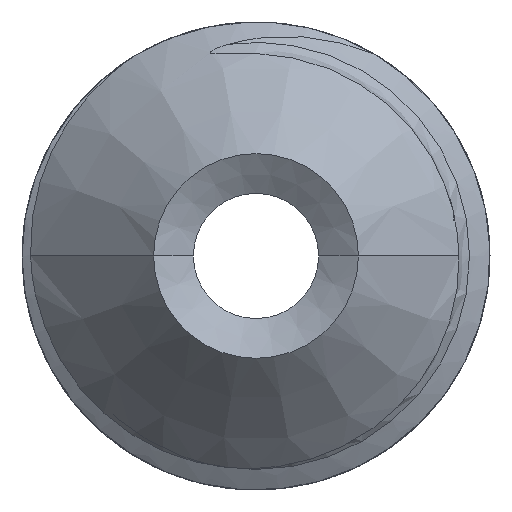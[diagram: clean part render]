
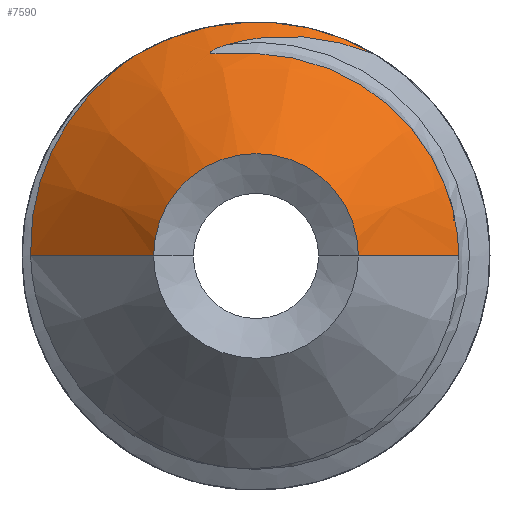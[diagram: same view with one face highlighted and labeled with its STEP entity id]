
A CAD part, left-side view. The second image highlights one B-rep face of the part: STEP entity #7590.
In plain terms, the highlighted conical face has half-angle 45 degrees and reference radius 1.438 mm.
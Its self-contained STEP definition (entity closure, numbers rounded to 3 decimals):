
#1299=CARTESIAN_POINT('',(1.125,0.,0.));
#1300=DIRECTION('',(1.,0.,0.));
#1301=DIRECTION('',(0.,0.509,0.861));
#1302=AXIS2_PLACEMENT_3D('',#1299,#1300,#1301);
#3317=CARTESIAN_POINT('',(1.052,1.927,0.));
#3318=CARTESIAN_POINT('',(1.055,1.93,0.095));
#3319=CARTESIAN_POINT('',(1.062,1.923,0.286));
#3320=CARTESIAN_POINT('',(1.073,1.869,0.574));
#3321=CARTESIAN_POINT('',(1.083,1.771,0.852));
#3322=CARTESIAN_POINT('',(1.094,1.636,1.108));
#3323=CARTESIAN_POINT('',(1.104,1.464,1.343));
#3324=CARTESIAN_POINT('',(1.115,1.257,1.552));
#3325=CARTESIAN_POINT('',(1.122,1.101,1.669));
#3326=CARTESIAN_POINT('',(1.125,1.018,1.721));
#3333=DIRECTION('',(0.707,0.707,0.));
#3334=VECTOR('',#3333,1.487);
#3335=CARTESIAN_POINT('',(0.,0.875,0.));
#3336=LINE('',#3335,#3334);
#3337=DIRECTION('',(0.707,-0.707,0.));
#3338=VECTOR('',#3337,1.216);
#3339=CARTESIAN_POINT('',(0.,-0.875,0.));
#3340=LINE('',#3339,#3338);
#3341=CARTESIAN_POINT('',(0.,0.,0.));
#3342=DIRECTION('',(1.,0.,0.));
#3343=DIRECTION('',(0.,1.,0.));
#3344=AXIS2_PLACEMENT_3D('',#3341,#3342,#3343);
#3346=CARTESIAN_POINT('',(1.125,-1.018,1.721));
#3347=CARTESIAN_POINT('',(1.114,-0.938,
1.756));
#3348=CARTESIAN_POINT('',(1.09,-0.772,
1.814));
#3349=CARTESIAN_POINT('',(1.056,-0.519,
1.866));
#3350=CARTESIAN_POINT('',(1.021,-0.262,
1.883));
#3351=CARTESIAN_POINT('',(0.985,-0.007,
1.866));
#3352=CARTESIAN_POINT('',(0.962,0.156,
1.832));
#3353=CARTESIAN_POINT('',(0.95,0.236,1.81));
#3832=CARTESIAN_POINT('',(0.95,0.236,1.81));
#3833=CARTESIAN_POINT('',(0.949,0.242,
1.808));
#3834=CARTESIAN_POINT('',(0.947,0.255,
1.804));
#3835=CARTESIAN_POINT('',(0.944,0.272,
1.799));
#3836=CARTESIAN_POINT('',(0.942,0.288,
1.794));
#3837=CARTESIAN_POINT('',(0.939,0.303,
1.788));
#3838=CARTESIAN_POINT('',(0.936,0.317,
1.783));
#3839=CARTESIAN_POINT('',(0.933,0.33,
1.778));
#3840=CARTESIAN_POINT('',(0.931,0.341,
1.773));
#3841=CARTESIAN_POINT('',(0.928,0.352,
1.768));
#3842=CARTESIAN_POINT('',(0.925,0.362,
1.763));
#3843=CARTESIAN_POINT('',(0.922,0.371,
1.758));
#3844=CARTESIAN_POINT('',(0.919,0.379,
1.753));
#3845=CARTESIAN_POINT('',(0.915,0.386,
1.748));
#3846=CARTESIAN_POINT('',(0.912,0.391,
1.743));
#3847=CARTESIAN_POINT('',(0.907,0.394,
1.738));
#3848=CARTESIAN_POINT('',(0.901,0.392,
1.733));
#3849=CARTESIAN_POINT('',(0.897,0.385,
1.73));
#3850=CARTESIAN_POINT('',(0.894,0.378,
1.728));
#3851=CARTESIAN_POINT('',(0.891,0.369,
1.727));
#3852=CARTESIAN_POINT('',(0.889,0.361,
1.727));
#3853=CARTESIAN_POINT('',(0.887,0.351,
1.726));
#3854=CARTESIAN_POINT('',(0.885,0.341,
1.726));
#3855=CARTESIAN_POINT('',(0.883,0.33,
1.726));
#3856=CARTESIAN_POINT('',(0.881,0.317,
1.727));
#3857=CARTESIAN_POINT('',(0.879,0.304,
1.727));
#3858=CARTESIAN_POINT('',(0.877,0.289,
1.728));
#3859=CARTESIAN_POINT('',(0.875,0.274,
1.728));
#3860=CARTESIAN_POINT('',(0.873,0.257,
1.729));
#3861=CARTESIAN_POINT('',(0.871,0.239,
1.73));
#3862=CARTESIAN_POINT('',(0.87,0.219,
1.731));
#3863=CARTESIAN_POINT('',(0.868,0.197,
1.732));
#3864=CARTESIAN_POINT('',(0.866,0.174,
1.732));
#3865=CARTESIAN_POINT('',(0.864,0.148,
1.733));
#3866=CARTESIAN_POINT('',(0.862,0.12,
1.733));
#3867=CARTESIAN_POINT('',(0.861,0.09,
1.733));
#3868=CARTESIAN_POINT('',(0.859,0.058,
1.733));
#3869=CARTESIAN_POINT('',(0.857,0.024,
1.732));
#3870=CARTESIAN_POINT('',(0.856,-0.012,
1.731));
#3871=CARTESIAN_POINT('',(0.854,-0.051,
1.729));
#3872=CARTESIAN_POINT('',(0.853,-0.092,
1.725));
#3873=CARTESIAN_POINT('',(0.851,-0.135,
1.721));
#3874=CARTESIAN_POINT('',(0.85,-0.182,
1.716));
#3875=CARTESIAN_POINT('',(0.849,-0.231,
1.708));
#3876=CARTESIAN_POINT('',(0.847,-0.284,
1.699));
#3877=CARTESIAN_POINT('',(0.846,-0.339,
1.688));
#3878=CARTESIAN_POINT('',(0.845,-0.398,
1.674));
#3879=CARTESIAN_POINT('',(0.844,-0.46,
1.657));
#3880=CARTESIAN_POINT('',(0.843,-0.525,
1.637));
#3881=CARTESIAN_POINT('',(0.843,-0.593,
1.613));
#3882=CARTESIAN_POINT('',(0.842,-0.666,
1.583));
#3883=CARTESIAN_POINT('',(0.841,-0.745,
1.547));
#3884=CARTESIAN_POINT('',(0.841,-0.83,
1.503));
#3885=CARTESIAN_POINT('',(0.841,-0.923,
1.448));
#3886=CARTESIAN_POINT('',(0.841,-1.023,
1.38));
#3887=CARTESIAN_POINT('',(0.841,-1.128,
1.296));
#3888=CARTESIAN_POINT('',(0.842,-1.238,
1.193));
#3889=CARTESIAN_POINT('',(0.843,-1.35,
1.067));
#3890=CARTESIAN_POINT('',(0.845,-1.458,
0.919));
#3891=CARTESIAN_POINT('',(0.847,-1.557,
0.746));
#3892=CARTESIAN_POINT('',(0.85,-1.644,
0.54));
#3893=CARTESIAN_POINT('',(0.854,-1.711,
0.295));
#3894=CARTESIAN_POINT('',(0.858,-1.733,
0.103));
#3895=CARTESIAN_POINT('',(0.86,-1.735,
0.));
#4266=CARTESIAN_POINT('',(0.,0.875,0.));
#4267=CARTESIAN_POINT('',(1.052,1.927,0.));
#4268=VERTEX_POINT('',#4266);
#4269=VERTEX_POINT('',#4267);
#4270=CARTESIAN_POINT('',(0.,-0.875,0.));
#4271=CARTESIAN_POINT('',(0.86,-1.735,
0.));
#4272=VERTEX_POINT('',#4270);
#4273=VERTEX_POINT('',#4271);
#4306=CARTESIAN_POINT('',(1.125,1.018,1.721));
#4307=CARTESIAN_POINT('',(1.125,-1.018,1.721));
#4308=VERTEX_POINT('',#4306);
#4309=VERTEX_POINT('',#4307);
#4332=VERTEX_POINT('',#3353);
#7573=CARTESIAN_POINT('',(0.563,0.,0.));
#7574=DIRECTION('',(1.,0.,0.));
#7575=DIRECTION('',(0.,-1.,0.));
#7576=AXIS2_PLACEMENT_3D('',#7573,#7574,#7575);
#7577=CONICAL_SURFACE('',#7576,1.438,45.);
#7578=ORIENTED_EDGE('',*,*,#7561,.T.);
#7579=ORIENTED_EDGE('',*,*,#7551,.T.);
#7580=ORIENTED_EDGE('',*,*,#4707,.T.);
#7582=ORIENTED_EDGE('',*,*,#7581,.T.);
#7584=ORIENTED_EDGE('',*,*,#7583,.T.);
#7585=ORIENTED_EDGE('',*,*,#7565,.F.);
#7587=ORIENTED_EDGE('',*,*,#7586,.F.);
#7588=EDGE_LOOP('',(#7578,#7579,#7580,#7582,#7584,#7585,#7587));
#7589=FACE_OUTER_BOUND('',#7588,.F.);
#1303=CIRCLE('',#1302,2.);
#3327=B_SPLINE_CURVE_WITH_KNOTS('',3,(#3317,#3318,#3319,#3320,#3321,#3322,#3323,
#3324,#3325,#3326),.UNSPECIFIED.,.F.,.F.,(4,1,1,1,1,1,1,4),(0.,
0.143,0.286,0.429,0.571,
0.714,0.857,1.),.UNSPECIFIED.);
#3345=CIRCLE('',#3344,0.875);
#3354=B_SPLINE_CURVE_WITH_KNOTS('',3,(#3346,#3347,#3348,#3349,#3350,#3351,#3352,
#3353),.UNSPECIFIED.,.F.,.F.,(4,1,1,1,1,4),(0.,0.2,0.4,0.6,0.8,1.),
.UNSPECIFIED.);
#3896=B_SPLINE_CURVE_WITH_KNOTS('',3,(#3832,#3833,#3834,#3835,#3836,#3837,#3838,
#3839,#3840,#3841,#3842,#3843,#3844,#3845,#3846,#3847,#3848,#3849,#3850,#3851,
#3852,#3853,#3854,#3855,#3856,#3857,#3858,#3859,#3860,#3861,#3862,#3863,#3864,
#3865,#3866,#3867,#3868,#3869,#3870,#3871,#3872,#3873,#3874,#3875,#3876,#3877,
#3878,#3879,#3880,#3881,#3882,#3883,#3884,#3885,#3886,#3887,#3888,#3889,#3890,
#3891,#3892,#3893,#3894,#3895),.UNSPECIFIED.,.F.,.F.,(4,1,1,1,1,1,1,1,1,1,1,1,1,
1,1,1,1,1,1,1,1,1,1,1,1,1,1,1,1,1,1,1,1,1,1,1,1,1,1,1,1,1,1,1,1,1,1,1,1,1,1,1,1,
1,1,1,1,1,1,1,1,4),(0.,0.016,0.033,0.049,
0.066,0.082,0.098,0.115,
0.131,0.148,0.164,0.18,
0.197,0.213,0.23,0.246,
0.262,0.279,0.295,0.311,
0.328,0.344,0.361,0.377,
0.393,0.41,0.426,0.443,
0.459,0.475,0.492,0.508,
0.525,0.541,0.557,0.574,
0.59,0.607,0.623,0.639,
0.656,0.672,0.689,0.705,
0.721,0.738,0.754,0.77,
0.787,0.803,0.82,0.836,
0.852,0.869,0.885,0.902,
0.918,0.934,0.951,0.967,
0.984,1.),.UNSPECIFIED.);
#4707=EDGE_CURVE('',#4308,#4309,#1303,.T.);
#7551=EDGE_CURVE('',#4269,#4308,#3327,.T.);
#7561=EDGE_CURVE('',#4268,#4269,#3336,.T.);
#7565=EDGE_CURVE('',#4272,#4273,#3340,.T.);
#7581=EDGE_CURVE('',#4309,#4332,#3354,.T.);
#7583=EDGE_CURVE('',#4332,#4273,#3896,.T.);
#7586=EDGE_CURVE('',#4268,#4272,#3345,.T.);
#7590=ADVANCED_FACE('',(#7589),#7577,.T.);
